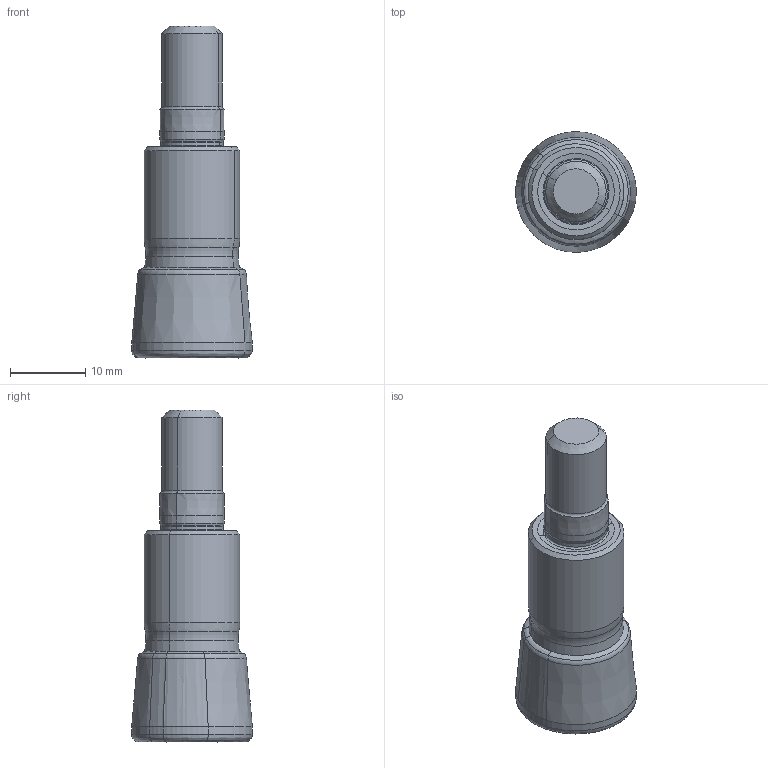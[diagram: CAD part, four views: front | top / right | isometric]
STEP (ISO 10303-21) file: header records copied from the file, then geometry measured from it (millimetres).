
FILE_DESCRIPTION(('CATIA V5 STEP Exchange'),'2;1');
FILE_NAME('Bm57982-FT_BS90 TE16.016 Z02 M08_Kollsionsmodell.stp','2019-08-28T11:23:28+00:00',('none'),('none'),'CATIA Version 5-6 Release 2016 SP5 HF39','CATIA V5 STEP AP203','none');
FILE_SCHEMA(('CONFIG_CONTROL_DESIGN'));
Length unit declared in the file: millimetre
Products named in the file (1): Part3
Bounding box: 16 x 16 x 44 mm (x, y, z)
Volume: 4960.2 mm3; surface area: 2052.7 mm2
Topology: 1 solids, 2 shells, 55 faces, 125 edges, 73 vertices
Faces by surface type: cone 18, revolution 12, cylinder 11, torus 10, sphere 2, plane 2
Entity records: 1525 total; most frequent: CARTESIAN_POINT 416, ORIENTED_EDGE 216, DIRECTION 165, EDGE_CURVE 116, AXIS2_PLACEMENT_3D 95, CIRCLE 71, VERTEX_POINT 65, EDGE_LOOP 56
